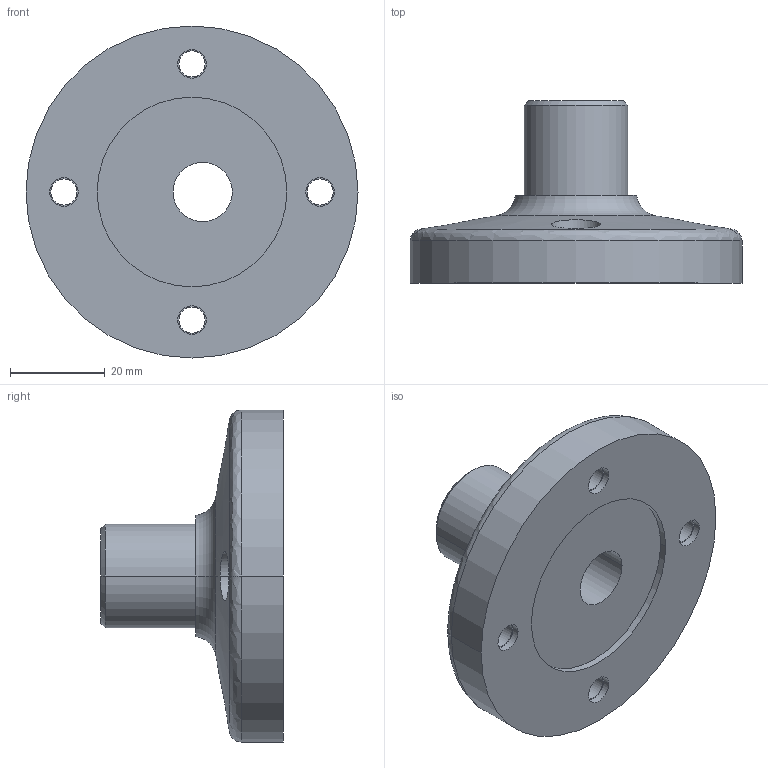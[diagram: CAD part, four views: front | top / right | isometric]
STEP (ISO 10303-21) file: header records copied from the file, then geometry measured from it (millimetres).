
FILE_DESCRIPTION(('STEP AP214'),'1');
FILE_NAME('cctmp_2D9C74B5-5E56-401E-858F-3FA75D78E130_2023_10_16_23_27_09_0010..stp','2023-10-16T21:27:09',('SIEMENS A&D'),('CADClick - www.CADClick.com'),'Spatial InterOp 3D postprocessed',' ','unknown authorization');
FILE_SCHEMA(('AUTOMOTIVE_DESIGN'));
Length unit declared in the file: millimetre
Products named in the file (1): 2023_10_16_23_27_09_0010
Bounding box: 70 x 38.5 x 70 mm (x, y, z)
Volume: 50059.5 mm3; surface area: 13994.8 mm2
Topology: 1 solids, 1 shells, 52 faces, 114 edges, 72 vertices
Faces by surface type: cylinder 32, plane 12, cone 4, bspline 2, torus 2
Entity records: 1989 total; most frequent: CARTESIAN_POINT 601, DIRECTION 276, ORIENTED_EDGE 228, AXIS2_PLACEMENT_3D 119, EDGE_CURVE 114, VERTEX_POINT 72, EDGE_LOOP 70, CIRCLE 68
